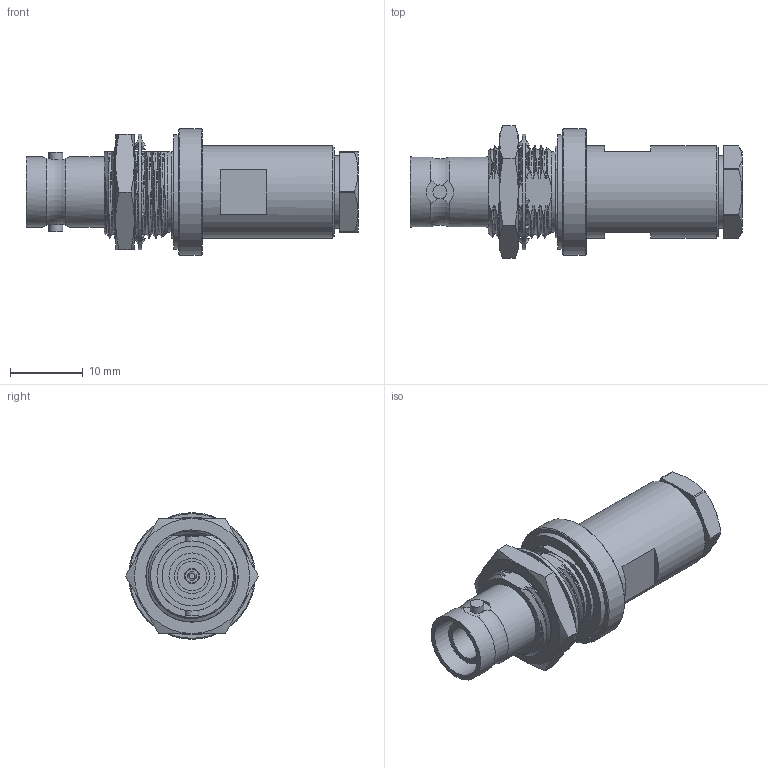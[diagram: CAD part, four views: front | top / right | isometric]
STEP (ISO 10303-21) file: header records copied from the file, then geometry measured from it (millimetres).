
FILE_DESCRIPTION (( 'STEP AP203' ), '1' );
FILE_NAME ('PE44080_3D.step', '2021-04-27T15:01:15', ( '' ), ( '' ), 'SwSTEP 2.0', 'SolidWorks 2020', '' );
FILE_SCHEMA (( 'CONFIG_CONTROL_DESIGN' ));
Length unit declared in the file: inch
Products named in the file (1): PE44080_3D
Bounding box: 45.77 x 18.33 x 17.45 mm (x, y, z)
Volume: 4944.3 mm3; surface area: 4239.3 mm2
Topology: 4 solids, 4 shells, 214 faces, 586 edges, 395 vertices
Faces by surface type: bspline 75, plane 59, cylinder 50, cone 27, torus 3
Full cylindrical faces by diameter (mm): 1.27 x1, 1.918 x2, 2.081 x1, 4.07 x1, 4.826 x1, 5.588 x1, 6.35 x1, 8.255 x1, 9.652 x2, 10.035 x1, 11.074 x1, 12.7 x2, 12.929 x1, 15.799 x1, 15.875 x1, 16.215 x1, 17.45 x1
Entity records: 21959 total; most frequent: CARTESIAN_POINT 17426, ORIENTED_EDGE 1096, DIRECTION 642, EDGE_CURVE 548, VERTEX_POINT 383, AXIS2_PLACEMENT_3D 274, B_SPLINE_CURVE_WITH_KNOTS 264, EDGE_LOOP 261
